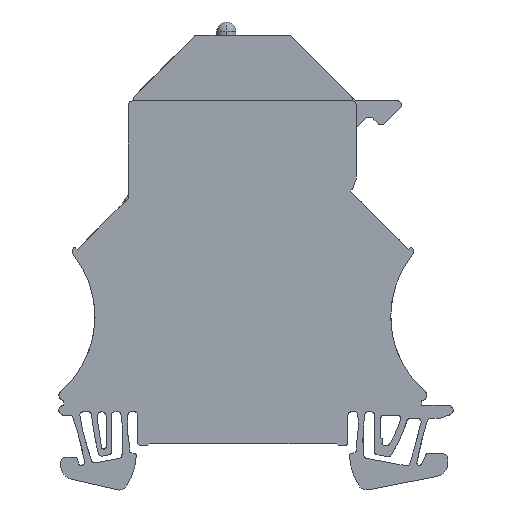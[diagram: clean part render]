
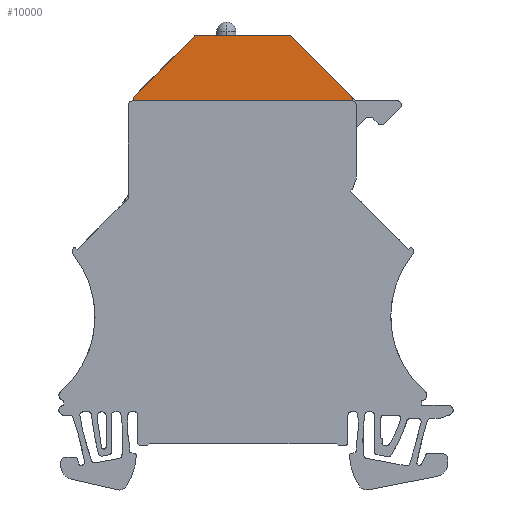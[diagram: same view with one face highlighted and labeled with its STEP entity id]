
A CAD part, left-side view. The second image highlights one B-rep face of the part: STEP entity #10000.
In plain terms, the highlighted planar face has unit normal (-1, 0, 0).
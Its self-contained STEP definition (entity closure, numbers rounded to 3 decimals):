
#7514=AXIS2_PLACEMENT_3D('Circle Axis2P3D',#7512,#7513,$) ;
#9931=AXIS2_PLACEMENT_3D('Plane Axis2P3D',#9928,#9929,#9930) ;
#9942=AXIS2_PLACEMENT_3D('Circle Axis2P3D',#9940,#9941,$) ;
#9956=AXIS2_PLACEMENT_3D('Circle Axis2P3D',#9954,#9955,$) ;
#9970=AXIS2_PLACEMENT_3D('Circle Axis2P3D',#9968,#9969,$) ;
#9984=AXIS2_PLACEMENT_3D('Circle Axis2P3D',#9982,#9983,$) ;
#7464=CARTESIAN_POINT('Vertex',(0.1,48.66,59.25)) ;
#7483=CARTESIAN_POINT('Vertex',(0.1,15.45,59.25)) ;
#7486=CARTESIAN_POINT('Line Origine',(0.1,32.055,59.25)) ;
#7509=CARTESIAN_POINT('Vertex',(0.1,15.36,59.245)) ;
#7512=CARTESIAN_POINT('Axis2P3D Location',(0.1,15.45,58.5)) ;
#9354=CARTESIAN_POINT('Vertex',(0.1,15.36,59.583)) ;
#9357=CARTESIAN_POINT('Line Origine',(0.1,15.36,59.414)) ;
#9928=CARTESIAN_POINT('Axis2P3D Location',(0.1,39.003,68.74)) ;
#9933=CARTESIAN_POINT('Line Origine',(0.1,48.66,59.416)) ;
#9937=CARTESIAN_POINT('Vertex',(0.1,48.66,59.583)) ;
#9940=CARTESIAN_POINT('Axis2P3D Location',(0.1,15.86,59.583)) ;
#9944=CARTESIAN_POINT('Vertex',(0.1,15.506,59.936)) ;
#9947=CARTESIAN_POINT('Line Origine',(0.1,20.085,64.515)) ;
#9951=CARTESIAN_POINT('Vertex',(0.1,24.663,69.094)) ;
#9954=CARTESIAN_POINT('Axis2P3D Location',(0.1,25.017,68.74)) ;
#9958=CARTESIAN_POINT('Vertex',(0.1,25.017,69.24)) ;
#9961=CARTESIAN_POINT('Line Origine',(0.1,32.01,69.24)) ;
#9965=CARTESIAN_POINT('Vertex',(0.1,39.003,69.24)) ;
#9968=CARTESIAN_POINT('Axis2P3D Location',(0.1,39.003,68.74)) ;
#9972=CARTESIAN_POINT('Vertex',(0.1,39.356,69.094)) ;
#9975=CARTESIAN_POINT('Line Origine',(0.1,43.935,64.515)) ;
#9979=CARTESIAN_POINT('Vertex',(0.1,48.513,59.936)) ;
#9982=CARTESIAN_POINT('Axis2P3D Location',(0.1,48.16,59.583)) ;
#7487=DIRECTION('Vector Direction',(0.,-1.,0.)) ;
#7513=DIRECTION('Axis2P3D Direction',(1.,0.,-0.)) ;
#9358=DIRECTION('Vector Direction',(0.,0.,-1.)) ;
#9929=DIRECTION('Axis2P3D Direction',(1.,0.,0.)) ;
#9930=DIRECTION('Axis2P3D XDirection',(0.,0.,-1.)) ;
#9934=DIRECTION('Vector Direction',(0.,0.,1.)) ;
#9941=DIRECTION('Axis2P3D Direction',(1.,0.,0.)) ;
#9948=DIRECTION('Vector Direction',(0.,-0.707,-0.707)) ;
#9955=DIRECTION('Axis2P3D Direction',(1.,0.,0.)) ;
#9962=DIRECTION('Vector Direction',(0.,-1.,0.)) ;
#9969=DIRECTION('Axis2P3D Direction',(1.,0.,0.)) ;
#9976=DIRECTION('Vector Direction',(0.,-0.707,0.707)) ;
#9983=DIRECTION('Axis2P3D Direction',(1.,0.,0.)) ;
#7488=VECTOR('Line Direction',#7487,1.) ;
#9359=VECTOR('Line Direction',#9358,1.) ;
#9935=VECTOR('Line Direction',#9934,1.) ;
#9949=VECTOR('Line Direction',#9948,1.) ;
#9963=VECTOR('Line Direction',#9962,1.) ;
#9977=VECTOR('Line Direction',#9976,1.) ;
#9988=ORIENTED_EDGE('',*,*,#9939,.F.) ;
#9989=ORIENTED_EDGE('',*,*,#7490,.T.) ;
#9990=ORIENTED_EDGE('',*,*,#7516,.T.) ;
#9991=ORIENTED_EDGE('',*,*,#9361,.F.) ;
#9992=ORIENTED_EDGE('',*,*,#9946,.F.) ;
#9993=ORIENTED_EDGE('',*,*,#9953,.F.) ;
#9994=ORIENTED_EDGE('',*,*,#9960,.F.) ;
#9995=ORIENTED_EDGE('',*,*,#9967,.F.) ;
#9996=ORIENTED_EDGE('',*,*,#9974,.F.) ;
#9997=ORIENTED_EDGE('',*,*,#9981,.F.) ;
#9998=ORIENTED_EDGE('',*,*,#9986,.F.) ;
#10000=ADVANCED_FACE('V1',(#9999),#9932,.F.) ;
#7515=CIRCLE('generated circle',#7514,0.75) ;
#9943=CIRCLE('generated circle',#9942,0.5) ;
#9957=CIRCLE('generated circle',#9956,0.5) ;
#9971=CIRCLE('generated circle',#9970,0.5) ;
#9985=CIRCLE('generated circle',#9984,0.5) ;
#7490=EDGE_CURVE('',#7465,#7484,#7489,.T.) ;
#7516=EDGE_CURVE('',#7484,#7510,#7515,.T.) ;
#9361=EDGE_CURVE('',#9355,#7510,#9360,.T.) ;
#9939=EDGE_CURVE('',#7465,#9938,#9936,.T.) ;
#9946=EDGE_CURVE('',#9945,#9355,#9943,.T.) ;
#9953=EDGE_CURVE('',#9952,#9945,#9950,.T.) ;
#9960=EDGE_CURVE('',#9959,#9952,#9957,.T.) ;
#9967=EDGE_CURVE('',#9966,#9959,#9964,.T.) ;
#9974=EDGE_CURVE('',#9973,#9966,#9971,.T.) ;
#9981=EDGE_CURVE('',#9980,#9973,#9978,.T.) ;
#9986=EDGE_CURVE('',#9938,#9980,#9985,.T.) ;
#9987=EDGE_LOOP('',(#9988,#9989,#9990,#9991,#9992,#9993,#9994,#9995,#9996,#9997,#9998)) ;
#9999=FACE_OUTER_BOUND('',#9987,.T.) ;
#7489=LINE('Line',#7486,#7488) ;
#9360=LINE('Line',#9357,#9359) ;
#9936=LINE('Line',#9933,#9935) ;
#9950=LINE('Line',#9947,#9949) ;
#9964=LINE('Line',#9961,#9963) ;
#9978=LINE('Line',#9975,#9977) ;
#9932=PLANE('',#9931) ;
#7465=VERTEX_POINT('',#7464) ;
#7484=VERTEX_POINT('',#7483) ;
#7510=VERTEX_POINT('',#7509) ;
#9355=VERTEX_POINT('',#9354) ;
#9938=VERTEX_POINT('',#9937) ;
#9945=VERTEX_POINT('',#9944) ;
#9952=VERTEX_POINT('',#9951) ;
#9959=VERTEX_POINT('',#9958) ;
#9966=VERTEX_POINT('',#9965) ;
#9973=VERTEX_POINT('',#9972) ;
#9980=VERTEX_POINT('',#9979) ;
